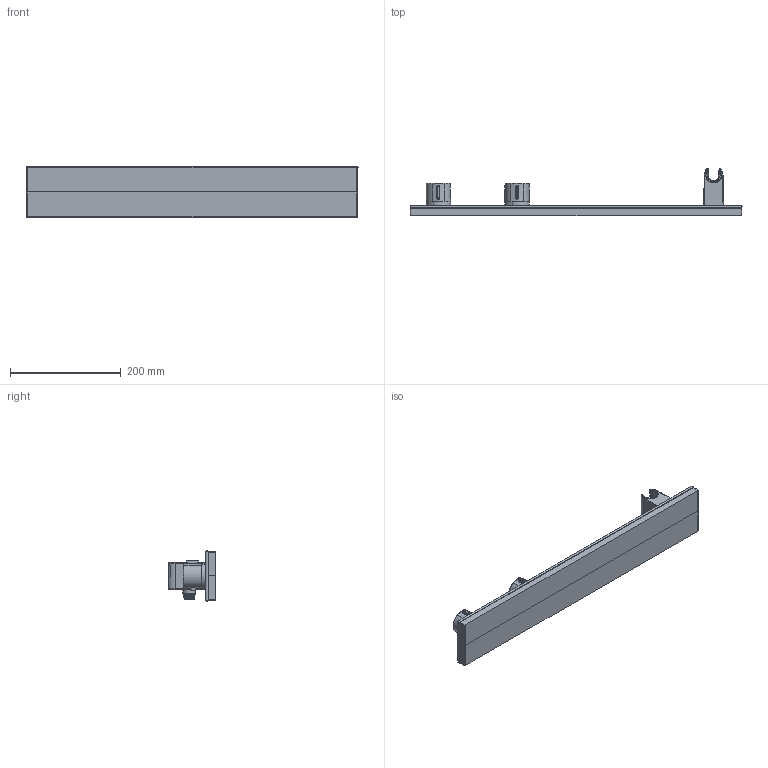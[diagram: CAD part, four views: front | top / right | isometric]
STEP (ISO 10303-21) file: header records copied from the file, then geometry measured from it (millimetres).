
FILE_DESCRIPTION(('CAx-IF Rec.Pracs.---Model Styling and Organization---1.2---2011-12-15','CAx-IF Rec.Pracs.---Geometric and Assembly Validation Properties---4.1---2014-06-16','CAx-IF Rec.Pracs.---PMI Polyline Presentation---2.0---2013-05-24'),'2;1');
FILE_NAME('1000113954_PPR_000.stp','2019-01-16T09:06:29+01:00',(''),(''),'STEP Interface 4.1 by CT CoreTechnologie','3D_Evolution4.1 by CT CoreTechnologie','');
FILE_SCHEMA(('AP203_CONFIGURATION_CONTROLLED_3D_DESIGN_OF_MECHANICAL_PARTS_AND_ASSEMBLIES_MIM_LF'));
Length unit declared in the file: millimetre
Products named in the file (18): P_2 AX iBox individual FS UP 4 Verbrauch 1000113954_PPR_000_A1; P_2 MS_Taste_D42x4_AX_iBoxI kompl. 1000113944_PPR_000_A0; P_2 MS_Taste_D42x4_AX_iBoxI 1000113794_PPA_000_A0; P_2 Formichtung_Brausehalter_iBoxI 1000111513_PPA_000_A0; P_2 Sichthuelse_AX_iBoxI h=7mm 1000129621_PPA_000_A0; P_2 Thermostatgriff_D44_AX_iBoxI_kpl. 1000113946_PPR_000_A0; P_2 Griff_Axor_D44_iBoxI 1000113793_PPA_000_A0; P_2 Taste UPT                     AX JMM 1000083617_PPA_000_A0; P_2 Formdichtung_Temperatur_Menge_iBoxI 1000111695_PPA_000_A0; P_2 Schnappfutter Porter AX Starck 1000024044_PPA_000_A0; Dekorring FixFit Porter 1000091133_PPA_000_A2; P_2 Brausehalter_FixFit_iBoxI 1000111514_PPA_000_A1; Abdeckung_MS_8x71_AX_iBoxI 1000098549_PPA_000_A4; P_2 Dichtrahmen_8x71_AX_iBoxI 1000113956_PPA_000_A0; P_2 AX Spannplatte 4 Verbr. kpl. 1000115321_PPR_000_A0; P_2 Abdeckung_Rahmen_AX_iBoxI 1000113790_PPA_000_A0; P_2 Profil_8x71_AX_iBoxI 1000113955_PPA_000_A0; Gewindestift DIN914-M4x10-A2 1000003994_PPA_000_A0
Assembly tree (25 placements, depth 3):
  P_2 AX iBox individual FS UP 4 Verbrauch 1000113954_PPR_000_A1
    P_2 MS_Taste_D42x4_AX_iBoxI kompl. 1000113944_PPR_000_A0  x4
      P_2 MS_Taste_D42x4_AX_iBoxI 1000113794_PPA_000_A0
    P_2 Formichtung_Brausehalter_iBoxI 1000111513_PPA_000_A0
    P_2 Sichthuelse_AX_iBoxI h=7mm 1000129621_PPA_000_A0  x2
    P_2 Thermostatgriff_D44_AX_iBoxI_kpl. 1000113946_PPR_000_A0  x2
      P_2 Griff_Axor_D44_iBoxI 1000113793_PPA_000_A0
      P_2 Taste UPT                     AX JMM 1000083617_PPA_000_A0
    P_2 Formdichtung_Temperatur_Menge_iBoxI 1000111695_PPA_000_A0  x2
    P_2 Schnappfutter Porter AX Starck 1000024044_PPA_000_A0
    Dekorring FixFit Porter 1000091133_PPA_000_A2
    P_2 Brausehalter_FixFit_iBoxI 1000111514_PPA_000_A1
    Abdeckung_MS_8x71_AX_iBoxI 1000098549_PPA_000_A4
    P_2 Dichtrahmen_8x71_AX_iBoxI 1000113956_PPA_000_A0
    P_2 AX Spannplatte 4 Verbr. kpl. 1000115321_PPR_000_A0
      P_2 Abdeckung_Rahmen_AX_iBoxI 1000113790_PPA_000_A0  x2
      P_2 Profil_8x71_AX_iBoxI 1000113955_PPA_000_A0  x2
    Gewindestift DIN914-M4x10-A2 1000003994_PPA_000_A0
Bounding box: 599.4 x 85.42 x 91 mm (x, y, z)
Volume: 1114884.8 mm3; surface area: 334275.9 mm2
Topology: 24 solids, 24 shells, 580 faces, 1322 edges, 783 vertices
Faces by surface type: bspline 299, cylinder 142, plane 139
Entity records: 35846 total; most frequent: CARTESIAN_POINT 18667, ORIENTED_EDGE 2176, DIRECTION 1958, EDGE_CURVE 1088, AXIS2_PLACEMENT_3D 779, VERTEX_POINT 656, CIRCLE 526, EDGE_LOOP 504
